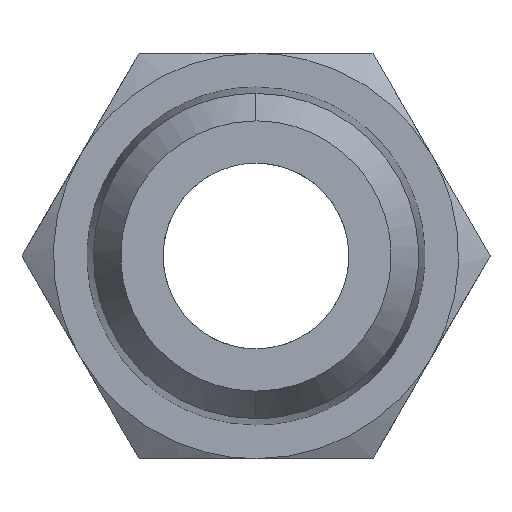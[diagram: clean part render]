
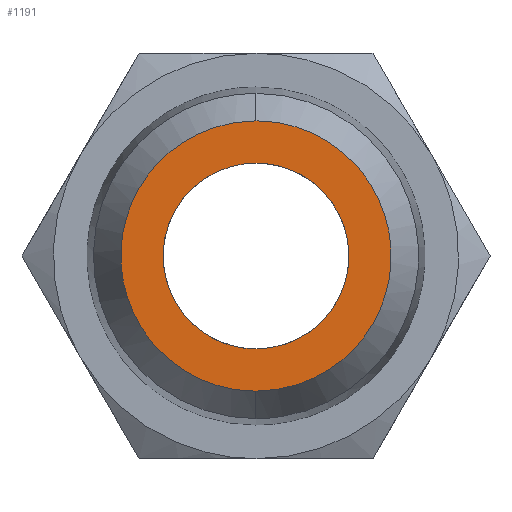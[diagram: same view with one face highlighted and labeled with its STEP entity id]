
A CAD part, front view. The second image highlights one B-rep face of the part: STEP entity #1191.
In plain terms, the highlighted free-form (B-spline) face has degree [1, 1] with [2, 2] control points.
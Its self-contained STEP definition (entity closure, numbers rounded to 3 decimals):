
#95 =( BOUNDED_CURVE ( )  B_SPLINE_CURVE ( 3, ( #394, #1065, #1076, #745, #418, #729, #1092 ),
 .UNSPECIFIED., .F., .F. ) 
 B_SPLINE_CURVE_WITH_KNOTS ( ( 4, 3, 4 ),
 ( -3.142, -1.571, 0. ),
 .UNSPECIFIED. ) 
 CURVE ( )  GEOMETRIC_REPRESENTATION_ITEM ( )  RATIONAL_B_SPLINE_CURVE ( ( 1., 0.805, 0.805, 1., 0.805, 0.805, 1. ) ) 
 REPRESENTATION_ITEM ( '' )  );
#114 = CARTESIAN_POINT ( 'NONE',  ( 2.016, 0., 3.494 ) ) ;
#123 = B_SPLINE_SURFACE_WITH_KNOTS ( 'NONE', 1, 1, ( 
 ( #1358, #679 ),
 ( #190, #1374 ) ),
 .UNSPECIFIED., .F., .F., .F.,
 ( 2, 2 ),
 ( 2, 2 ),
 ( 0., 1. ),
 ( 0., 1. ),
 .UNSPECIFIED. ) ;
#190 = CARTESIAN_POINT ( 'NONE',  ( -4.048, 0., -4.048 ) ) ;
#196 = ORIENTED_EDGE ( 'NONE', *, *, #444, .F. ) ;
#394 = CARTESIAN_POINT ( 'NONE',  ( 0., 0., -2.75 ) ) ;
#418 = CARTESIAN_POINT ( 'NONE',  ( 2.75, 0., 1.611 ) ) ;
#442 = CARTESIAN_POINT ( 'NONE',  ( 3.897, 0., 1.045 ) ) ;
#444 = EDGE_CURVE ( 'NONE', #1175, #942, #95, .T. ) ;
#447 = CARTESIAN_POINT ( 'NONE',  ( 4., 0., 0.525 ) ) ;
#465 = CARTESIAN_POINT ( 'NONE',  ( -4., 0., -0.525 ) ) ;
#488 = CARTESIAN_POINT ( 'NONE',  ( 0., 0., -4. ) ) ;
#498 = EDGE_CURVE ( 'NONE', #1468, #1594, #832, .T. ) ;
#544 = ORIENTED_EDGE ( 'NONE', *, *, #498, .T. ) ;
#562 = CARTESIAN_POINT ( 'NONE',  ( 2.016, 0., -3.494 ) ) ;
#578 = CARTESIAN_POINT ( 'NONE',  ( 3.897, 0., -1.045 ) ) ;
#599 = CARTESIAN_POINT ( 'NONE',  ( 0.525, 0., 4. ) ) ;
#619 = CARTESIAN_POINT ( 'NONE',  ( -3.2, 0., -2.457 ) ) ;
#653 = EDGE_LOOP ( 'NONE', ( #196, #1223 ) ) ;
#667 = CARTESIAN_POINT ( 'NONE',  ( 0., 0., -2.75 ) ) ;
#679 = CARTESIAN_POINT ( 'NONE',  ( 4.048, 0., 4.048 ) ) ;
#729 = CARTESIAN_POINT ( 'NONE',  ( 1.611, 0., 2.75 ) ) ;
#735 = CARTESIAN_POINT ( 'NONE',  ( -2.016, 0., -3.494 ) ) ;
#745 = CARTESIAN_POINT ( 'NONE',  ( 2.75, 0., 0. ) ) ;
#759 = CARTESIAN_POINT ( 'NONE',  ( 0.525, 0., -4. ) ) ;
#764 = CARTESIAN_POINT ( 'NONE',  ( 3.2, 0., 2.457 ) ) ;
#787 = CARTESIAN_POINT ( 'NONE',  ( -1.045, 0., 3.897 ) ) ;
#793 = CARTESIAN_POINT ( 'NONE',  ( -0.525, 0., -4. ) ) ;
#808 = CARTESIAN_POINT ( 'NONE',  ( 0., 0., 2.75 ) ) ;
#817 = CARTESIAN_POINT ( 'NONE',  ( -5.5, 0., -2.75 ) ) ;
#827 = EDGE_CURVE ( 'NONE', #1594, #1468, #1027, .T. ) ;
#831 = EDGE_LOOP ( 'NONE', ( #1272, #544 ) ) ;
#832 = B_SPLINE_CURVE_WITH_KNOTS ( 'NONE', 3,
 ( #2099, #759, #1921, #562, #1431, #1762, #1603, #578, #1263, #447, #442, #1114, #764, #1107, #114, #1282, #599, #2125 ),
 .UNSPECIFIED., .F., .F.,
 ( 4, 2, 2, 2, 2, 2, 2, 2, 4 ),
 ( 0., 0.393, 0.785, 1.178, 1.571, 1.963, 2.356, 2.749, 3.142 ),
 .UNSPECIFIED. ) ;
#841 =( BOUNDED_CURVE ( )  B_SPLINE_CURVE ( 3, ( #1348, #1510, #817, #995 ),
 .UNSPECIFIED., .F., .T. ) 
 B_SPLINE_CURVE_WITH_KNOTS ( ( 4, 4 ),
 ( -3.142, 0. ),
 .UNSPECIFIED. ) 
 CURVE ( )  GEOMETRIC_REPRESENTATION_ITEM ( )  RATIONAL_B_SPLINE_CURVE ( ( 1., 0.333, 0.333, 1. ) ) 
 REPRESENTATION_ITEM ( '' )  );
#913 = FACE_OUTER_BOUND ( 'NONE', #831, .T. ) ;
#942 = VERTEX_POINT ( 'NONE', #808 ) ;
#995 = CARTESIAN_POINT ( 'NONE',  ( 0., 0., -2.75 ) ) ;
#1027 = B_SPLINE_CURVE_WITH_KNOTS ( 'NONE', 3,
 ( #1470, #1466, #787, #1428, #1760, #1813, #1964, #2128, #2123, #465, #1126, #1648, #619, #1934, #735, #1253, #793, #488 ),
 .UNSPECIFIED., .F., .F.,
 ( 4, 2, 2, 2, 2, 2, 2, 2, 4 ),
 ( 0., 0.393, 0.785, 1.178, 1.571, 1.963, 2.356, 2.749, 3.142 ),
 .UNSPECIFIED. ) ;
#1065 = CARTESIAN_POINT ( 'NONE',  ( 1.611, 0., -2.75 ) ) ;
#1076 = CARTESIAN_POINT ( 'NONE',  ( 2.75, 0., -1.611 ) ) ;
#1092 = CARTESIAN_POINT ( 'NONE',  ( 0., 0., 2.75 ) ) ;
#1107 = CARTESIAN_POINT ( 'NONE',  ( 2.457, 0., 3.2 ) ) ;
#1114 = CARTESIAN_POINT ( 'NONE',  ( 3.494, 0., 2.016 ) ) ;
#1126 = CARTESIAN_POINT ( 'NONE',  ( -3.897, 0., -1.045 ) ) ;
#1145 = CARTESIAN_POINT ( 'NONE',  ( 0., 0., 4. ) ) ;
#1175 = VERTEX_POINT ( 'NONE', #667 ) ;
#1191 = ADVANCED_FACE ( 'NONE', ( #1446, #913 ), #123, .T. ) ;
#1223 = ORIENTED_EDGE ( 'NONE', *, *, #1998, .F. ) ;
#1253 = CARTESIAN_POINT ( 'NONE',  ( -1.045, 0., -3.897 ) ) ;
#1263 = CARTESIAN_POINT ( 'NONE',  ( 4., 0., -0.525 ) ) ;
#1272 = ORIENTED_EDGE ( 'NONE', *, *, #827, .T. ) ;
#1282 = CARTESIAN_POINT ( 'NONE',  ( 1.045, 0., 3.897 ) ) ;
#1348 = CARTESIAN_POINT ( 'NONE',  ( 0., 0., 2.75 ) ) ;
#1358 = CARTESIAN_POINT ( 'NONE',  ( -4.048, 0., 4.048 ) ) ;
#1374 = CARTESIAN_POINT ( 'NONE',  ( 4.048, 0., -4.048 ) ) ;
#1428 = CARTESIAN_POINT ( 'NONE',  ( -2.016, 0., 3.494 ) ) ;
#1431 = CARTESIAN_POINT ( 'NONE',  ( 2.457, 0., -3.2 ) ) ;
#1446 = FACE_BOUND ( 'NONE', #653, .T. ) ;
#1466 = CARTESIAN_POINT ( 'NONE',  ( -0.525, 0., 4. ) ) ;
#1468 = VERTEX_POINT ( 'NONE', #1756 ) ;
#1470 = CARTESIAN_POINT ( 'NONE',  ( 0., 0., 4. ) ) ;
#1510 = CARTESIAN_POINT ( 'NONE',  ( -5.5, 0., 2.75 ) ) ;
#1594 = VERTEX_POINT ( 'NONE', #1145 ) ;
#1603 = CARTESIAN_POINT ( 'NONE',  ( 3.494, 0., -2.016 ) ) ;
#1648 = CARTESIAN_POINT ( 'NONE',  ( -3.494, 0., -2.016 ) ) ;
#1756 = CARTESIAN_POINT ( 'NONE',  ( 0., 0., -4. ) ) ;
#1760 = CARTESIAN_POINT ( 'NONE',  ( -2.457, 0., 3.2 ) ) ;
#1762 = CARTESIAN_POINT ( 'NONE',  ( 3.2, 0., -2.457 ) ) ;
#1813 = CARTESIAN_POINT ( 'NONE',  ( -3.2, 0., 2.457 ) ) ;
#1921 = CARTESIAN_POINT ( 'NONE',  ( 1.045, 0., -3.897 ) ) ;
#1934 = CARTESIAN_POINT ( 'NONE',  ( -2.457, 0., -3.2 ) ) ;
#1964 = CARTESIAN_POINT ( 'NONE',  ( -3.494, 0., 2.016 ) ) ;
#1998 = EDGE_CURVE ( 'NONE', #942, #1175, #841, .T. ) ;
#2099 = CARTESIAN_POINT ( 'NONE',  ( 0., 0., -4. ) ) ;
#2123 = CARTESIAN_POINT ( 'NONE',  ( -4., 0., 0.525 ) ) ;
#2125 = CARTESIAN_POINT ( 'NONE',  ( 0., 0., 4. ) ) ;
#2128 = CARTESIAN_POINT ( 'NONE',  ( -3.897, 0., 1.045 ) ) ;
